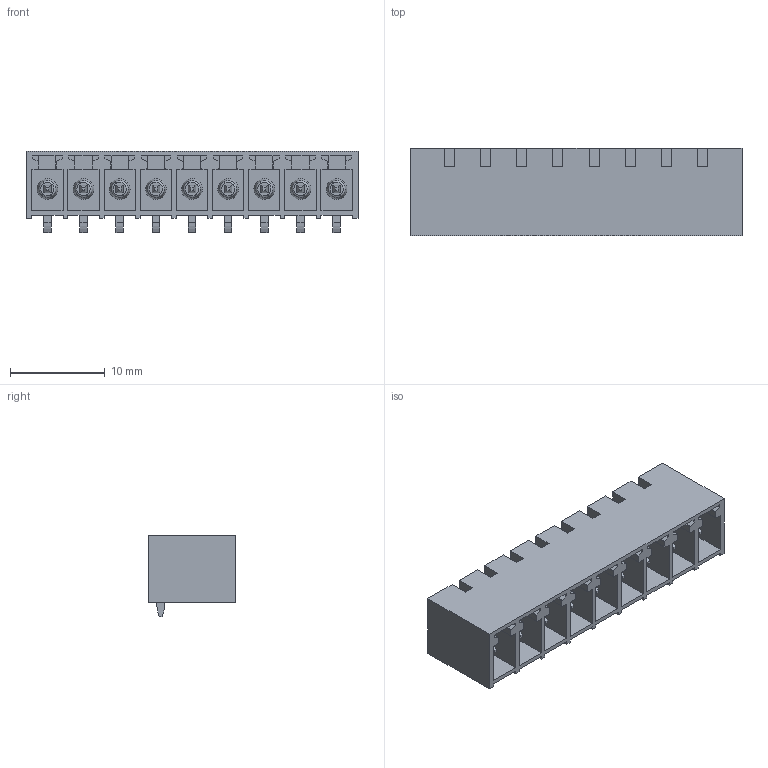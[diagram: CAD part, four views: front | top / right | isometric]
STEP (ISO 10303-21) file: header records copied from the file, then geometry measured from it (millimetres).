
FILE_DESCRIPTION(('CATIA V5 STEP Exchange','CAx-IF Rec.Pracs.--- Model Styling and Organization---1.2---2011-12-15'),'2;1');
FILE_NAME ('D1457682_0_1863210000_1863210000.stp','2018-10-12T05:04:59+00:00',('none'),('Weidmueller'),'CATIA Version 5-6 Release 2014','CATIA V5 STEP AP214','none');
FILE_SCHEMA(('AUTOMOTIVE_DESIGN { 1 0 10303 214 1 1 1 1 }'));
Length unit declared in the file: millimetre
Products named in the file (1): 1863210000
Bounding box: 34.98 x 9.2 x 8.57 mm (x, y, z)
Volume: 880.2 mm3; surface area: 3305.6 mm2
Topology: 10 solids, 10 shells, 661 faces, 1892 edges, 1278 vertices
Faces by surface type: plane 501, cylinder 124, torus 18, cone 18
Entity records: 19628 total; most frequent: ORIENTED_EDGE 3784, CARTESIAN_POINT 3610, DIRECTION 2518, EDGE_CURVE 1892, VECTOR 1572, LINE 1572, VERTEX_POINT 1278, EDGE_LOOP 706
